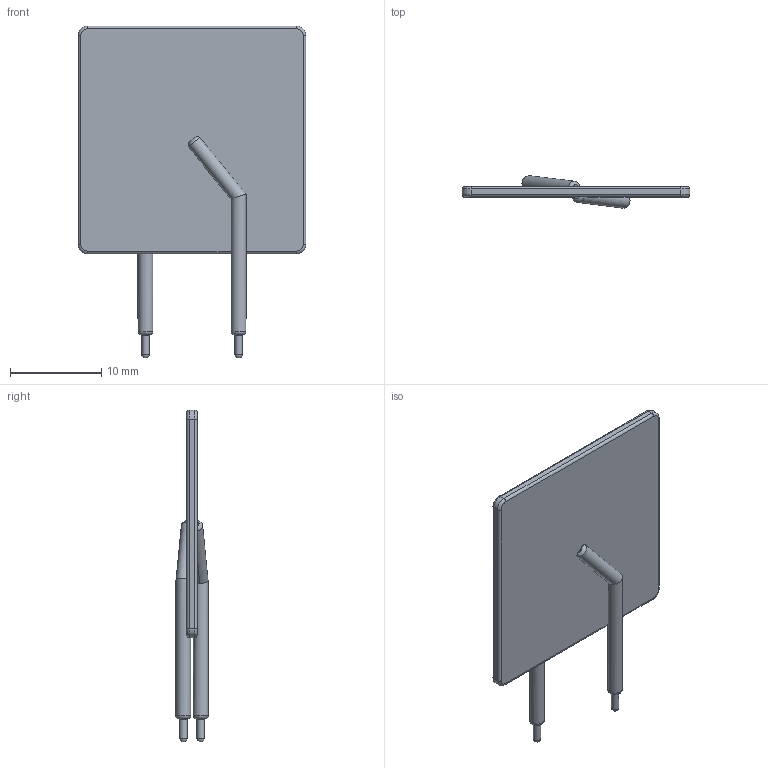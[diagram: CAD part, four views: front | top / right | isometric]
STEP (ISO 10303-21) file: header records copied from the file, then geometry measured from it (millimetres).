
FILE_DESCRIPTION(/* description */ ('model of Fuse_BelFuse_0ZRE_0ZRE0200FF_L24.9mm_W6.1mm'),/* implementation_level */ '2;1');
FILE_NAME(/* name */ 'Fuse_BelFuse_0ZRE_0ZRE0200FF_L24.9mm_W6.1mm.step',/* time_stamp */ '2019-06-27T21:53:07',/* author */ ('kicad StepUp','ksu'),/* organization */ ('FreeCAD'),/* preprocessor_version */ 'OCC',/* originating_system */ 'kicad StepUp',/* authorisation */ '');
FILE_SCHEMA(('AUTOMOTIVE_DESIGN { 1 0 10303 214 1 1 1 1 }'));
Length unit declared in the file: millimetre
Products named in the file (1): A_0ZRE0200FF
Bounding box: 24.9 x 3.52 x 36.3 mm (x, y, z)
Volume: 779.9 mm3; surface area: 1472.8 mm2
Topology: 1 solids, 1 shells, 47 faces, 113 edges, 70 vertices
Faces by surface type: cylinder 21, plane 12, torus 12, revolution 2
Full cylindrical faces by diameter (mm): 0.81 x2, 1.62 x2
Entity records: 1856 total; most frequent: CARTESIAN_POINT 382, DIRECTION 262, ORIENTED_EDGE 226, EDGE_CURVE 113, AXIS2_PLACEMENT_3D 112, VERTEX_POINT 70, CIRCLE 52, FACE_BOUND 49
